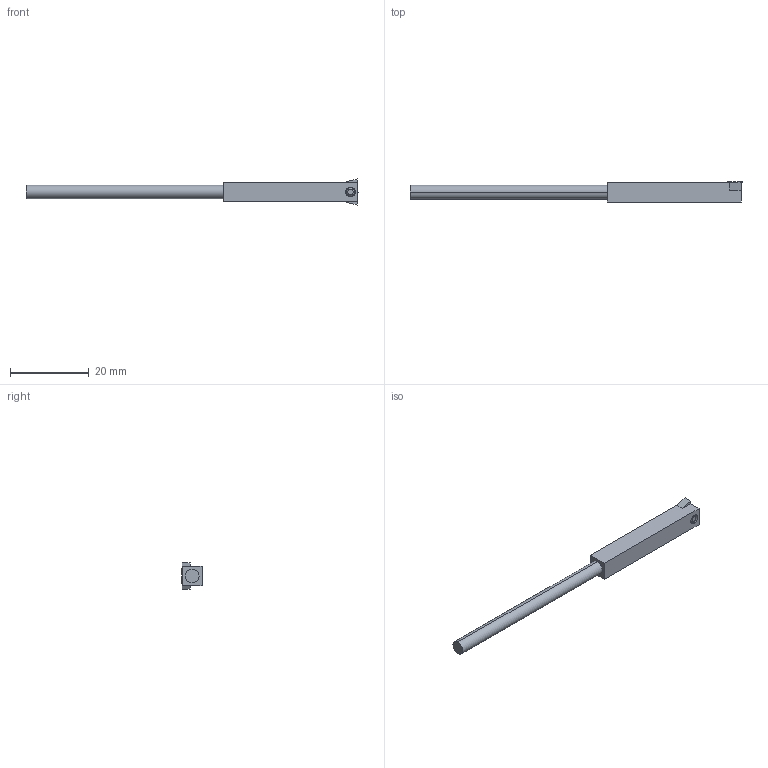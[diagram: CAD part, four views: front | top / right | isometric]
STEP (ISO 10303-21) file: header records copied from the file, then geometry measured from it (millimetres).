
FILE_DESCRIPTION (( 'STEP AP214' ), '1' );
FILE_NAME ('AM SERIES.STEP', '2018-09-07T11:37:42', ( '' ), ( '' ), 'SwSTEP 2.0', 'SolidWorks 2018', '' );
FILE_SCHEMA (( 'AUTOMOTIVE_DESIGN' ));
Length unit declared in the file: millimetre
Products named in the file (1): AM SERIES
Bounding box: 84.2 x 5.1 x 6.6 mm (x, y, z)
Volume: 1312.6 mm3; surface area: 1377.3 mm2
Topology: 2 solids, 2 shells, 48 faces, 112 edges, 71 vertices
Faces by surface type: plane 33, cylinder 11, cone 4
Entity records: 1927 total; most frequent: DIRECTION 234, CARTESIAN_POINT 232, ORIENTED_EDGE 224, EDGE_CURVE 112, VECTOR 88, LINE 88, AXIS2_PLACEMENT_3D 73, VERTEX_POINT 71
